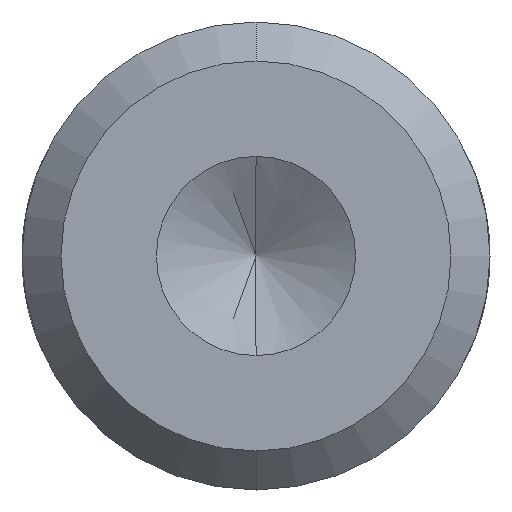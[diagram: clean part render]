
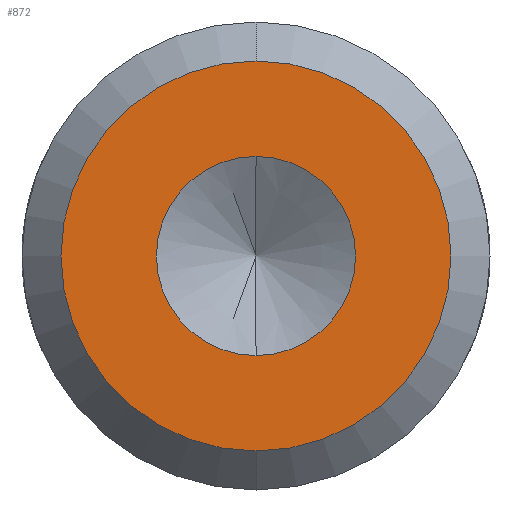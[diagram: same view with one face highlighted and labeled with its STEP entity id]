
A CAD part, front view. The second image highlights one B-rep face of the part: STEP entity #872.
In plain terms, the highlighted planar face has unit normal (0, -1, 0).
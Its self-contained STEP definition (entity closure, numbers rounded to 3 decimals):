
#6 = DIRECTION ( 'NONE',  ( 0., -1., 0. ) ) ;
#12 = CARTESIAN_POINT ( 'NONE',  ( 0., 0., 0. ) ) ;
#19 = ORIENTED_EDGE ( 'NONE', *, *, #20, .F. ) ;
#20 = EDGE_CURVE ( 'NONE', #301, #268, #753, .T. ) ;
#55 = DIRECTION ( 'NONE',  ( 0., 0., -1. ) ) ;
#57 = EDGE_CURVE ( 'NONE', #339, #695, #953, .T. ) ;
#73 = DIRECTION ( 'NONE',  ( 0., -1., 0. ) ) ;
#98 = DIRECTION ( 'NONE',  ( 0., 0., -1. ) ) ;
#148 = EDGE_CURVE ( 'NONE', #695, #339, #316, .T. ) ;
#175 = EDGE_LOOP ( 'NONE', ( #281, #224 ) ) ;
#210 = CARTESIAN_POINT ( 'NONE',  ( 0., 0., 0. ) ) ;
#224 = ORIENTED_EDGE ( 'NONE', *, *, #57, .T. ) ;
#249 = CARTESIAN_POINT ( 'NONE',  ( 0., 0., 0. ) ) ;
#268 = VERTEX_POINT ( 'NONE', #377 ) ;
#281 = ORIENTED_EDGE ( 'NONE', *, *, #148, .T. ) ;
#301 = VERTEX_POINT ( 'NONE', #938 ) ;
#310 = AXIS2_PLACEMENT_3D ( 'NONE', #12, #6, #325 ) ;
#316 = CIRCLE ( 'NONE', #956, 5. ) ;
#325 = DIRECTION ( 'NONE',  ( 0., 0., -1. ) ) ;
#339 = VERTEX_POINT ( 'NONE', #504 ) ;
#346 = AXIS2_PLACEMENT_3D ( 'NONE', #679, #73, #55 ) ;
#366 = AXIS2_PLACEMENT_3D ( 'NONE', #725, #810, #819 ) ;
#377 = CARTESIAN_POINT ( 'NONE',  ( 0., 0., -2.553 ) ) ;
#436 = ORIENTED_EDGE ( 'NONE', *, *, #801, .F. ) ;
#504 = CARTESIAN_POINT ( 'NONE',  ( 0., 0., -5. ) ) ;
#544 = FACE_BOUND ( 'NONE', #715, .T. ) ;
#601 = PLANE ( 'NONE',  #699 ) ;
#610 = DIRECTION ( 'NONE',  ( 0., 0., 1. ) ) ;
#620 = FACE_OUTER_BOUND ( 'NONE', #175, .T. ) ;
#635 = DIRECTION ( 'NONE',  ( 0., -1., 0. ) ) ;
#679 = CARTESIAN_POINT ( 'NONE',  ( 0., 0., 0. ) ) ;
#695 = VERTEX_POINT ( 'NONE', #865 ) ;
#699 = AXIS2_PLACEMENT_3D ( 'NONE', #210, #843, #610 ) ;
#715 = EDGE_LOOP ( 'NONE', ( #436, #19 ) ) ;
#725 = CARTESIAN_POINT ( 'NONE',  ( 0., 0., 0. ) ) ;
#751 = CIRCLE ( 'NONE', #346, 2.553 ) ;
#753 = CIRCLE ( 'NONE', #366, 2.553 ) ;
#801 = EDGE_CURVE ( 'NONE', #268, #301, #751, .T. ) ;
#810 = DIRECTION ( 'NONE',  ( 0., -1., 0. ) ) ;
#819 = DIRECTION ( 'NONE',  ( 0., 0., -1. ) ) ;
#843 = DIRECTION ( 'NONE',  ( 0., 1., 0. ) ) ;
#865 = CARTESIAN_POINT ( 'NONE',  ( 0., 0., 5. ) ) ;
#872 = ADVANCED_FACE ( 'NONE', ( #544, #620 ), #601, .F. ) ;
#938 = CARTESIAN_POINT ( 'NONE',  ( 0., 0., 2.553 ) ) ;
#953 = CIRCLE ( 'NONE', #310, 5. ) ;
#956 = AXIS2_PLACEMENT_3D ( 'NONE', #249, #635, #98 ) ;
